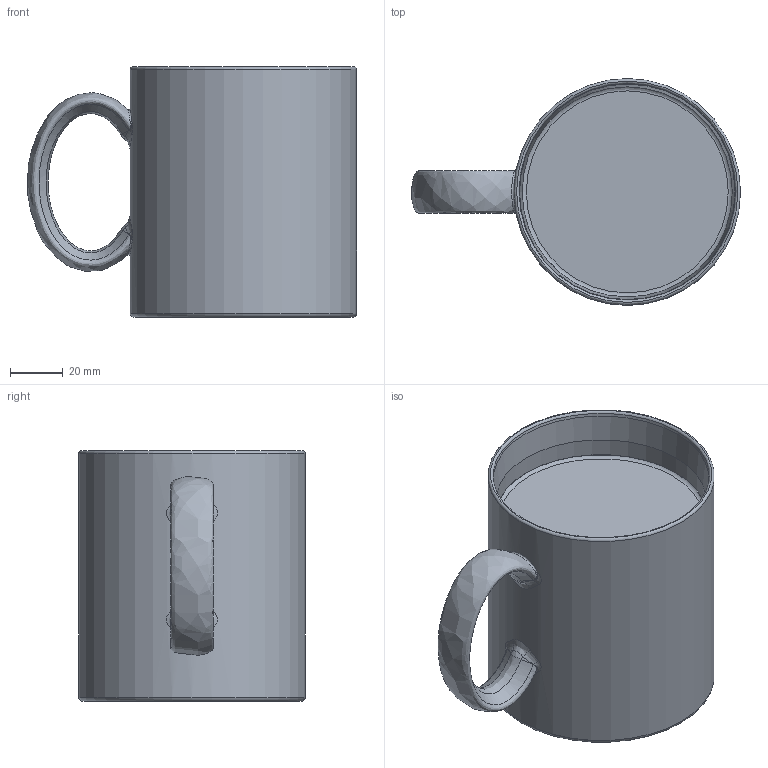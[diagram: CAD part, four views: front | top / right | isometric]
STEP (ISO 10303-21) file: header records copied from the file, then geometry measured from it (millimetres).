
FILE_DESCRIPTION(/* description */ ('','CAx-IF Rec.Pracs.---Representation and Presentation of Product Manufacturing Information (PMI)---3.8---2014-02-18'),/* implementation_level */ '2;1');
FILE_NAME(/* name */ 'Coffee Mug.stp',/* time_stamp */ '2017-08-10T23:16:38+06:00',/* author */ ('Anindo Ghosh'),/* organization */ (''),/* preprocessor_version */ 'ST-DEVELOPER v16.5',/* originating_system */ 'Autodesk Inventor 2017',/* authorisation */ '');
FILE_SCHEMA (('AP242_MANAGED_MODEL_BASED_3D_ENGINEERING_MIM_LF { 1 0 10303 442 1 1 4 }'));
Length unit declared in the file: millimetre
Products named in the file (1): Coffee Mug
Bounding box: 124.93 x 86 x 95 mm (x, y, z)
Volume: 451037.3 mm3; surface area: 90798.7 mm2
Topology: 2 solids, 2 shells, 49 faces, 103 edges, 56 vertices
Faces by surface type: bspline 26, torus 9, plane 6, cone 5, cylinder 3
Full cylindrical faces by diameter (mm): 80 x2, 86 x1
Entity records: 2406 total; most frequent: CARTESIAN_POINT 1522, ORIENTED_EDGE 166, DIRECTION 146, EDGE_CURVE 83, AXIS2_PLACEMENT_3D 71, EDGE_LOOP 66, VERTEX_POINT 53, FACE_OUTER_BOUND 49
